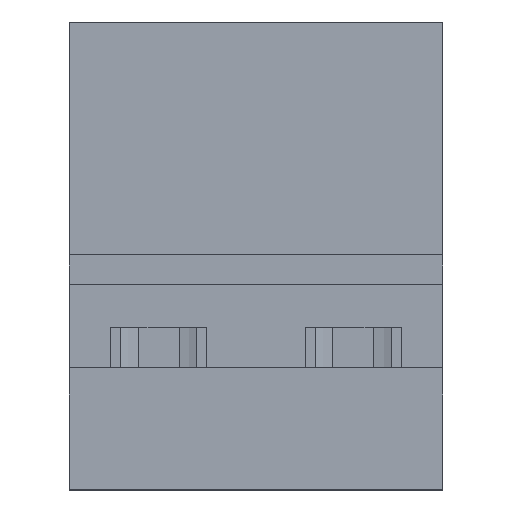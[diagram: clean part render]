
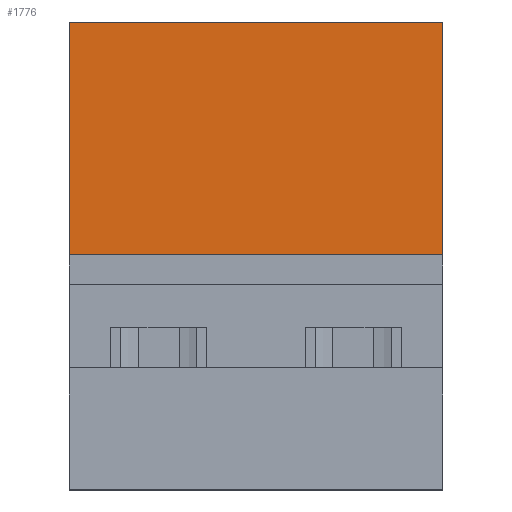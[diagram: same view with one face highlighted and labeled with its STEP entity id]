
A CAD part, top view. The second image highlights one B-rep face of the part: STEP entity #1776.
In plain terms, the highlighted planar face has unit normal (0, 0, 1).
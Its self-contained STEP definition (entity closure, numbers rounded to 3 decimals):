
#1610=AXIS2_PLACEMENT_3D('Plane Axis2P3D',#1607,#1608,#1609) ;
#348=CARTESIAN_POINT('Vertex',(0.,6.02,9.18)) ;
#351=CARTESIAN_POINT('Line Origine',(0.,9.01,9.18)) ;
#355=CARTESIAN_POINT('Vertex',(0.,12.,9.18)) ;
#1533=CARTESIAN_POINT('Line Origine',(4.8,6.02,9.18)) ;
#1537=CARTESIAN_POINT('Vertex',(9.6,6.02,9.18)) ;
#1607=CARTESIAN_POINT('Axis2P3D Location',(0.,3.12,9.18)) ;
#1758=CARTESIAN_POINT('Line Origine',(9.6,9.01,9.18)) ;
#1762=CARTESIAN_POINT('Vertex',(9.6,12.,9.18)) ;
#1765=CARTESIAN_POINT('Line Origine',(4.8,12.,9.18)) ;
#352=DIRECTION('Vector Direction',(0.,-1.,0.)) ;
#1534=DIRECTION('Vector Direction',(1.,0.,0.)) ;
#1608=DIRECTION('Axis2P3D Direction',(0.,0.,-1.)) ;
#1609=DIRECTION('Axis2P3D XDirection',(0.,1.,0.)) ;
#1759=DIRECTION('Vector Direction',(0.,1.,0.)) ;
#1766=DIRECTION('Vector Direction',(1.,0.,0.)) ;
#353=VECTOR('Line Direction',#352,1.) ;
#1535=VECTOR('Line Direction',#1534,1.) ;
#1760=VECTOR('Line Direction',#1759,1.) ;
#1767=VECTOR('Line Direction',#1766,1.) ;
#1771=ORIENTED_EDGE('',*,*,#1764,.T.) ;
#1772=ORIENTED_EDGE('',*,*,#1769,.F.) ;
#1773=ORIENTED_EDGE('',*,*,#357,.T.) ;
#1774=ORIENTED_EDGE('',*,*,#1539,.T.) ;
#1776=ADVANCED_FACE('Housing',(#1775),#1611,.F.) ;
#357=EDGE_CURVE('',#356,#349,#354,.T.) ;
#1539=EDGE_CURVE('',#349,#1538,#1536,.T.) ;
#1764=EDGE_CURVE('',#1538,#1763,#1761,.T.) ;
#1769=EDGE_CURVE('',#356,#1763,#1768,.T.) ;
#1770=EDGE_LOOP('',(#1771,#1772,#1773,#1774)) ;
#1775=FACE_OUTER_BOUND('',#1770,.T.) ;
#354=LINE('Line',#351,#353) ;
#1536=LINE('Line',#1533,#1535) ;
#1761=LINE('Line',#1758,#1760) ;
#1768=LINE('Line',#1765,#1767) ;
#1611=PLANE('',#1610) ;
#349=VERTEX_POINT('',#348) ;
#356=VERTEX_POINT('',#355) ;
#1538=VERTEX_POINT('',#1537) ;
#1763=VERTEX_POINT('',#1762) ;
